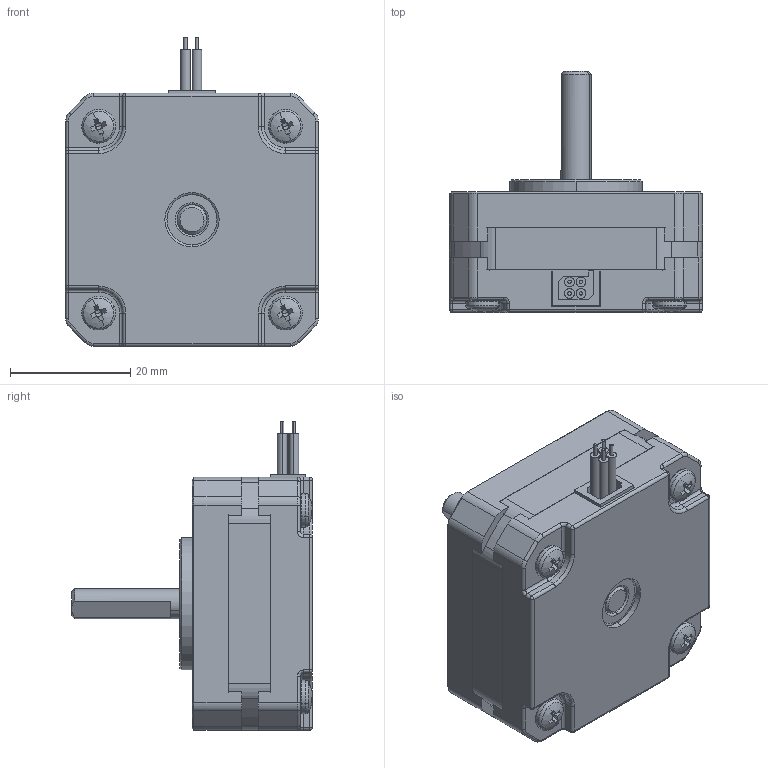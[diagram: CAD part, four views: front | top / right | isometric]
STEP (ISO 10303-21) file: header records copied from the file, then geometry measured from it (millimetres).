
FILE_DESCRIPTION (( 'STEP AP214' ), '1' );
FILE_NAME ('17HS08-1004S.STEP', '2017-03-19T13:21:16', ( 'Admin' ), ( '' ), 'SwSTEP 2.0', 'SolidWorks 2013', '' );
FILE_SCHEMA (( 'AUTOMOTIVE_DESIGN' ));
Length unit declared in the file: millimetre
Products named in the file (1): 17HS08-1004S
Bounding box: 42 x 40 x 51.2 mm (x, y, z)
Volume: 29229.5 mm3; surface area: 17648 mm2
Topology: 11 solids, 11 shells, 522 faces, 1226 edges, 730 vertices
Faces by surface type: plane 184, cylinder 176, torus 80, cone 66, sphere 16
Entity records: 20834 total; most frequent: DIRECTION 2866, CARTESIAN_POINT 2633, ORIENTED_EDGE 2420, EDGE_CURVE 1210, AXIS2_PLACEMENT_3D 1187, VERTEX_POINT 730, CIRCLE 664, EDGE_LOOP 576
